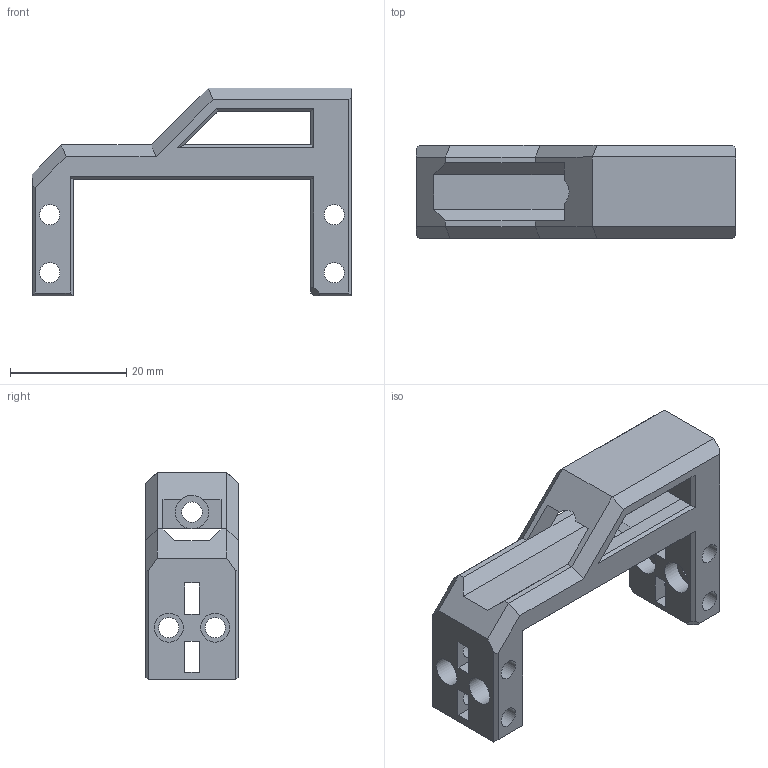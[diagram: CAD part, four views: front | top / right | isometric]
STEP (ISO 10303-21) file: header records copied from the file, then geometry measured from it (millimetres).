
FILE_DESCRIPTION(/* description */ (''),/* implementation_level */ '2;1');
FILE_NAME(/* name */ 'FrameCenterServoHolder.step',/* time_stamp */ '2023-02-27T21:20:59-06:00',/* author */ (''),/* organization */ (''),/* preprocessor_version */ 'ST-DEVELOPER v19.2',/* originating_system */ 'Autodesk Translation Framework v11.17.0.187',/* authorisation */ '');
FILE_SCHEMA (('AUTOMOTIVE_DESIGN { 1 0 10303 214 3 1 1 }'));
Length unit declared in the file: millimetre
Products named in the file (1): FrameCenterServoHolder
Bounding box: 55 x 16 x 35.8 mm (x, y, z)
Volume: 8872.7 mm3; surface area: 6994.2 mm2
Topology: 1 solids, 1 shells, 102 faces, 267 edges, 166 vertices
Faces by surface type: plane 85, cylinder 17
Full cylindrical faces by diameter (mm): 3.5 x11, 5 x2, 5.8 x3
Entity records: 3179 total; most frequent: CARTESIAN_POINT 537, ORIENTED_EDGE 536, DIRECTION 510, EDGE_CURVE 268, LINE 232, VECTOR 232, VERTEX_POINT 166, EDGE_LOOP 141
